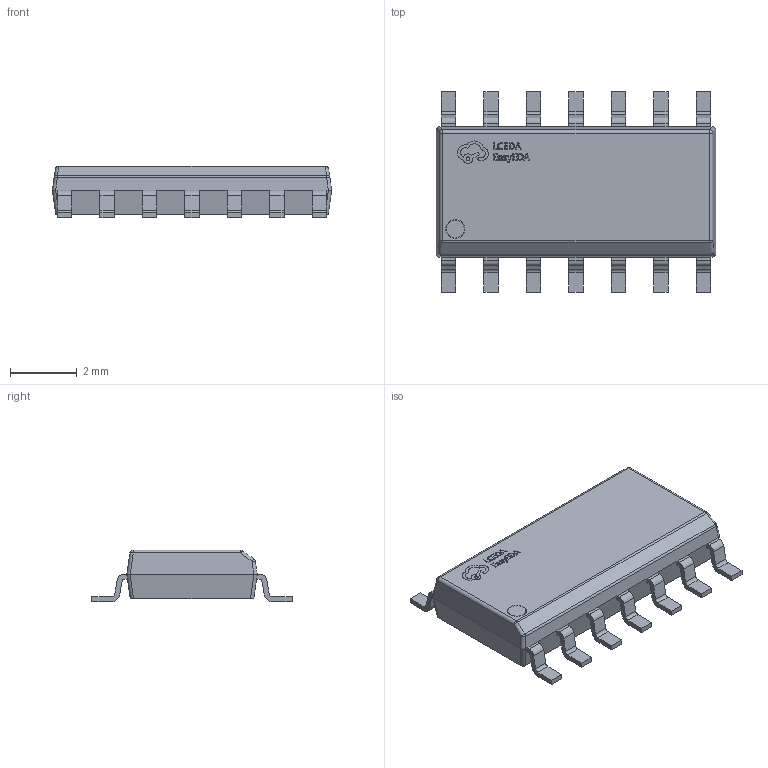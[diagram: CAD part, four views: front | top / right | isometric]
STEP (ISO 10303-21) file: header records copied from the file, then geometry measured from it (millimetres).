
FILE_DESCRIPTION (( 'STEP AP214' ), '1' );
FILE_NAME ('SOP-14_L8.6-W3.9-P1.27-LS6.0-BL-1.step', '2022-07-26T10:01:33', ( '' ), ( '' ), 'SwSTEP 2.0', 'SolidWorks 2020', '' );
FILE_SCHEMA (( 'AUTOMOTIVE_DESIGN' ));
Length unit declared in the file: millimetre
Products named in the file (1): SOP-14_L8.6-W3.9-P1.27-LS6.0-BL-1
Bounding box: 8.36 x 6 x 1.55 mm (x, y, z)
Volume: 46.4 mm3; surface area: 119.3 mm2
Topology: 14 solids, 14 shells, 507 faces, 1359 edges, 888 vertices
Faces by surface type: plane 316, bspline 112, cylinder 71, sphere 6, torus 2
Entity records: 22621 total; most frequent: CARTESIAN_POINT 4883, ORIENTED_EDGE 2718, DIRECTION 2051, EDGE_CURVE 1359, VECTOR 987, LINE 987, VERTEX_POINT 888, AXIS2_PLACEMENT_3D 532
